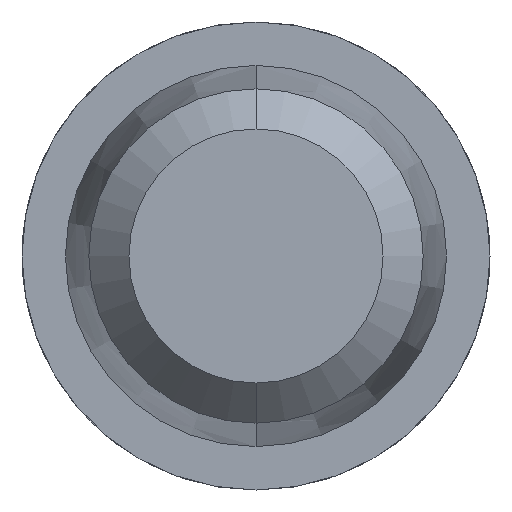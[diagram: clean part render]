
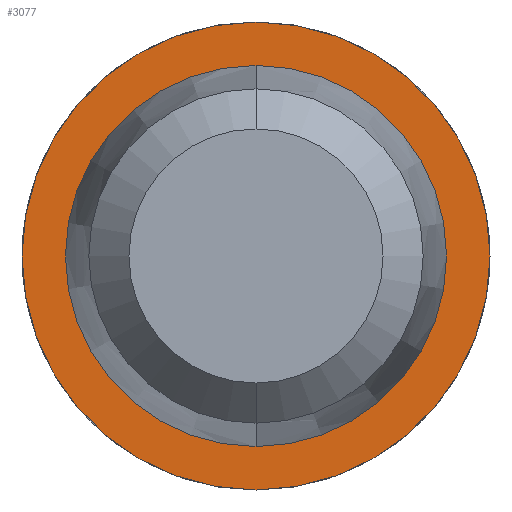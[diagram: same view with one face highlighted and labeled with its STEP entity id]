
A CAD part, front view. The second image highlights one B-rep face of the part: STEP entity #3077.
In plain terms, the highlighted planar face has unit normal (0, -1, 0).
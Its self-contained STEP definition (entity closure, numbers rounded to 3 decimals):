
#44 = VERTEX_POINT ( 'NONE', #2182 ) ;
#194 = EDGE_LOOP ( 'NONE', ( #2047, #3111 ) ) ;
#205 = CARTESIAN_POINT ( 'NONE',  ( 0., 26., 0. ) ) ;
#220 = ORIENTED_EDGE ( 'NONE', *, *, #1789, .T. ) ;
#246 = CARTESIAN_POINT ( 'NONE',  ( 0.57, 26., 0. ) ) ;
#451 = DIRECTION ( 'NONE',  ( 0., 0., -1. ) ) ;
#461 = VERTEX_POINT ( 'NONE', #4206 ) ;
#488 = EDGE_LOOP ( 'NONE', ( #220, #548 ) ) ;
#548 = ORIENTED_EDGE ( 'NONE', *, *, #1637, .T. ) ;
#713 = FACE_OUTER_BOUND ( 'NONE', #488, .T. ) ;
#999 = DIRECTION ( 'NONE',  ( 0., -1., 0. ) ) ;
#1249 = DIRECTION ( 'NONE',  ( 0., -1., 0. ) ) ;
#1424 = DIRECTION ( 'NONE',  ( 0., 0., -1. ) ) ;
#1637 = EDGE_CURVE ( 'Defeature ausgef�hrt2_10+Defeature ausgef�hrt2_11+Defeature ausgef�hrt2_11+Defeature ausgef�hrt2_11', #2754, #2072, #3952, .T. ) ;
#1735 = DIRECTION ( 'NONE',  ( 0., -1., 0. ) ) ;
#1789 = EDGE_CURVE ( 'Defeature ausgef�hrt2_10+Defeature ausgef�hrt2_11+Defeature ausgef�hrt2_11+Defeature ausgef�hrt2_11', #2072, #2754, #3694, .T. ) ;
#1943 = AXIS2_PLACEMENT_3D ( 'NONE', #2422, #2436, #451 ) ;
#2020 = EDGE_CURVE ( 'Defeature ausgef�hrt2_9+Defeature ausgef�hrt2_10+Defeature ausgef�hrt2_10+Defeature ausgef�hrt2_10', #44, #461, #2606, .T. ) ;
#2047 = ORIENTED_EDGE ( 'NONE', *, *, #2020, .F. ) ;
#2072 = VERTEX_POINT ( 'NONE', #4086 ) ;
#2121 = CARTESIAN_POINT ( 'NONE',  ( 0., 26., 0. ) ) ;
#2182 = CARTESIAN_POINT ( 'NONE',  ( 0., 26., 0.57 ) ) ;
#2323 = AXIS2_PLACEMENT_3D ( 'NONE', #246, #1249, #4258 ) ;
#2422 = CARTESIAN_POINT ( 'NONE',  ( 0., 26., 0. ) ) ;
#2436 = DIRECTION ( 'NONE',  ( 0., -1., 0. ) ) ;
#2521 = AXIS2_PLACEMENT_3D ( 'NONE', #205, #3218, #3201 ) ;
#2595 = PLANE ( 'NONE',  #2323 ) ;
#2606 = CIRCLE ( 'NONE', #1943, 0.57 ) ;
#2754 = VERTEX_POINT ( 'NONE', #2952 ) ;
#2790 = AXIS2_PLACEMENT_3D ( 'NONE', #3648, #999, #3308 ) ;
#2952 = CARTESIAN_POINT ( 'NONE',  ( 0., 26., 0.7 ) ) ;
#3077 = ADVANCED_FACE ( 'Defeature ausgef�hrt2_10', ( #713, #3947 ), #2595, .T. ) ;
#3111 = ORIENTED_EDGE ( 'NONE', *, *, #3654, .F. ) ;
#3201 = DIRECTION ( 'NONE',  ( 0., 0., -1. ) ) ;
#3218 = DIRECTION ( 'NONE',  ( 0., -1., 0. ) ) ;
#3222 = CIRCLE ( 'NONE', #2521, 0.57 ) ;
#3308 = DIRECTION ( 'NONE',  ( 0., 0., -1. ) ) ;
#3536 = AXIS2_PLACEMENT_3D ( 'NONE', #2121, #1735, #1424 ) ;
#3648 = CARTESIAN_POINT ( 'NONE',  ( 0., 26., 0. ) ) ;
#3654 = EDGE_CURVE ( 'Defeature ausgef�hrt2_9+Defeature ausgef�hrt2_10+Defeature ausgef�hrt2_10+Defeature ausgef�hrt2_10', #461, #44, #3222, .T. ) ;
#3694 = CIRCLE ( 'NONE', #2790, 0.7 ) ;
#3947 = FACE_BOUND ( 'NONE', #194, .T. ) ;
#3952 = CIRCLE ( 'NONE', #3536, 0.7 ) ;
#4086 = CARTESIAN_POINT ( 'NONE',  ( 0., 26., -0.7 ) ) ;
#4206 = CARTESIAN_POINT ( 'NONE',  ( 0., 26., -0.57 ) ) ;
#4258 = DIRECTION ( 'NONE',  ( 0., 0., -1. ) ) ;
